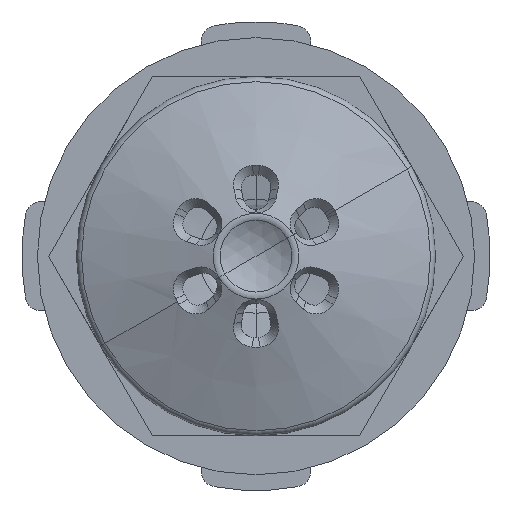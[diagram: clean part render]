
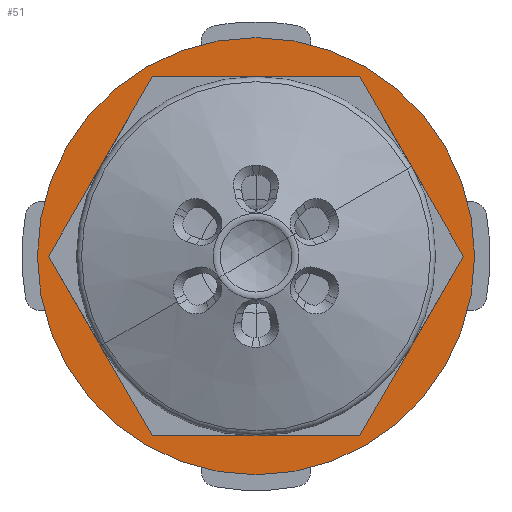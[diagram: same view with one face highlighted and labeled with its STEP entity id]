
A CAD part, front view. The second image highlights one B-rep face of the part: STEP entity #51.
In plain terms, the highlighted face is planar.
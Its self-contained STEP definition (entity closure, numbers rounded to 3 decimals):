
#20 = LINE ( 'NONE', #10378, #250 ) ;
#51 = ADVANCED_FACE ( 'NONE', ( #11403, #442 ), #6671, .F. ) ;
#144 = AXIS2_PLACEMENT_3D ( 'NONE', #5483, #4298, #3111 ) ;
#250 = VECTOR ( 'NONE', #9186, 1000. ) ;
#378 = VERTEX_POINT ( 'NONE', #4441 ) ;
#442 = FACE_OUTER_BOUND ( 'NONE', #1430, .T. ) ;
#479 = CIRCLE ( 'NONE', #8110, 14. ) ;
#747 = DIRECTION ( 'NONE',  ( 0.5, 0., 0.866 ) ) ;
#797 = ORIENTED_EDGE ( 'NONE', *, *, #3256, .T. ) ;
#921 = ORIENTED_EDGE ( 'NONE', *, *, #8470, .T. ) ;
#973 = ORIENTED_EDGE ( 'NONE', *, *, #10403, .F. ) ;
#1051 = VECTOR ( 'NONE', #6874, 1000. ) ;
#1148 = CARTESIAN_POINT ( 'NONE',  ( 13.279, 3., 0. ) ) ;
#1201 = EDGE_CURVE ( 'NONE', #378, #5188, #4422, .T. ) ;
#1430 = EDGE_LOOP ( 'NONE', ( #973, #10398 ) ) ;
#1542 = ORIENTED_EDGE ( 'NONE', *, *, #1636, .T. ) ;
#1636 = EDGE_CURVE ( 'NONE', #7458, #9191, #9248, .T. ) ;
#1832 = VERTEX_POINT ( 'NONE', #2138 ) ;
#1942 = CARTESIAN_POINT ( 'NONE',  ( 6.64, 3., -11.5 ) ) ;
#2138 = CARTESIAN_POINT ( 'NONE',  ( 6.64, 3., 11.5 ) ) ;
#2590 = DIRECTION ( 'NONE',  ( 0., 0., -1. ) ) ;
#2738 = DIRECTION ( 'NONE',  ( -1., 0., 0. ) ) ;
#3111 = DIRECTION ( 'NONE',  ( 0., 0., -1. ) ) ;
#3256 = EDGE_CURVE ( 'NONE', #7816, #4425, #9032, .T. ) ;
#3272 = EDGE_CURVE ( 'NONE', #4425, #11217, #5475, .T. ) ;
#3762 = DIRECTION ( 'NONE',  ( 0., -1., 0. ) ) ;
#3913 = CARTESIAN_POINT ( 'NONE',  ( 6.64, 3., 11.5 ) ) ;
#4298 = DIRECTION ( 'NONE',  ( 0., -1., 0. ) ) ;
#4422 = CIRCLE ( 'NONE', #7734, 14. ) ;
#4425 = VERTEX_POINT ( 'NONE', #10524 ) ;
#4441 = CARTESIAN_POINT ( 'NONE',  ( 0., 3., 14. ) ) ;
#4725 = EDGE_LOOP ( 'NONE', ( #6141, #1542, #921, #797, #9645, #10810 ) ) ;
#4930 = VECTOR ( 'NONE', #2738, 1000. ) ;
#5088 = LINE ( 'NONE', #3913, #4930 ) ;
#5112 = CARTESIAN_POINT ( 'NONE',  ( -13.279, 3., 0. ) ) ;
#5117 = EDGE_CURVE ( 'NONE', #11217, #1832, #20, .T. ) ;
#5188 = VERTEX_POINT ( 'NONE', #11077 ) ;
#5267 = DIRECTION ( 'NONE',  ( 0., 0., -1. ) ) ;
#5475 = LINE ( 'NONE', #1942, #11423 ) ;
#5483 = CARTESIAN_POINT ( 'NONE',  ( 0., 3., 0. ) ) ;
#5633 = DIRECTION ( 'NONE',  ( 0.5, 0., -0.866 ) ) ;
#6016 = CARTESIAN_POINT ( 'NONE',  ( -6.64, 3., -11.5 ) ) ;
#6136 = CARTESIAN_POINT ( 'NONE',  ( 0., 3., 0. ) ) ;
#6141 = ORIENTED_EDGE ( 'NONE', *, *, #6443, .T. ) ;
#6443 = EDGE_CURVE ( 'NONE', #1832, #7458, #5088, .T. ) ;
#6458 = DIRECTION ( 'NONE',  ( 0., -1., 0. ) ) ;
#6661 = DIRECTION ( 'NONE',  ( 1., 0., 0. ) ) ;
#6671 = PLANE ( 'NONE',  #144 ) ;
#6813 = CARTESIAN_POINT ( 'NONE',  ( -13.279, 3., 0. ) ) ;
#6874 = DIRECTION ( 'NONE',  ( -0.5, 0., -0.866 ) ) ;
#7458 = VERTEX_POINT ( 'NONE', #8118 ) ;
#7626 = CARTESIAN_POINT ( 'NONE',  ( 0., 3., 0. ) ) ;
#7644 = VECTOR ( 'NONE', #5633, 1000. ) ;
#7734 = AXIS2_PLACEMENT_3D ( 'NONE', #6136, #3762, #2590 ) ;
#7816 = VERTEX_POINT ( 'NONE', #6016 ) ;
#7840 = CARTESIAN_POINT ( 'NONE',  ( -6.64, 3., -11.5 ) ) ;
#8005 = LINE ( 'NONE', #6813, #7644 ) ;
#8069 = CARTESIAN_POINT ( 'NONE',  ( -6.64, 3., 11.5 ) ) ;
#8110 = AXIS2_PLACEMENT_3D ( 'NONE', #7626, #6458, #5267 ) ;
#8118 = CARTESIAN_POINT ( 'NONE',  ( -6.64, 3., 11.5 ) ) ;
#8470 = EDGE_CURVE ( 'NONE', #9191, #7816, #8005, .T. ) ;
#9032 = LINE ( 'NONE', #7840, #10817 ) ;
#9186 = DIRECTION ( 'NONE',  ( -0.5, 0., 0.866 ) ) ;
#9191 = VERTEX_POINT ( 'NONE', #5112 ) ;
#9248 = LINE ( 'NONE', #8069, #1051 ) ;
#9645 = ORIENTED_EDGE ( 'NONE', *, *, #3272, .T. ) ;
#10378 = CARTESIAN_POINT ( 'NONE',  ( 13.279, 3., 0. ) ) ;
#10398 = ORIENTED_EDGE ( 'NONE', *, *, #1201, .F. ) ;
#10403 = EDGE_CURVE ( 'NONE', #5188, #378, #479, .T. ) ;
#10524 = CARTESIAN_POINT ( 'NONE',  ( 6.64, 3., -11.5 ) ) ;
#10810 = ORIENTED_EDGE ( 'NONE', *, *, #5117, .T. ) ;
#10817 = VECTOR ( 'NONE', #6661, 1000. ) ;
#11077 = CARTESIAN_POINT ( 'NONE',  ( 0., 3., -14. ) ) ;
#11217 = VERTEX_POINT ( 'NONE', #1148 ) ;
#11403 = FACE_BOUND ( 'NONE', #4725, .T. ) ;
#11423 = VECTOR ( 'NONE', #747, 1000. ) ;
